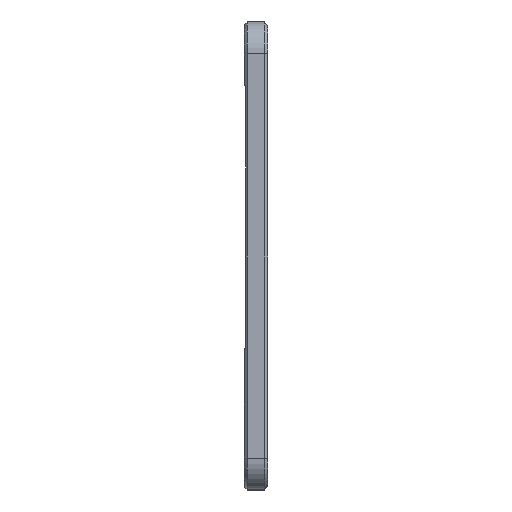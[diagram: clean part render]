
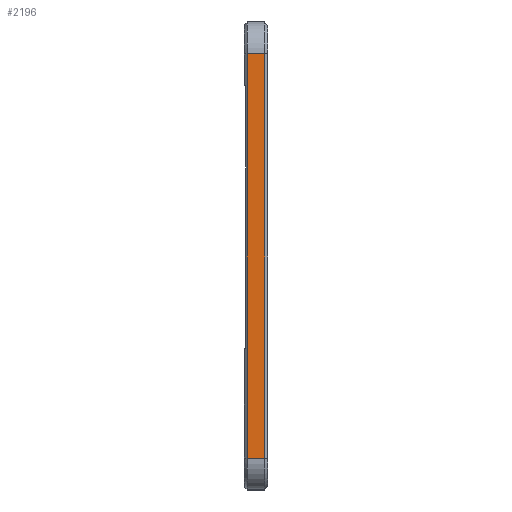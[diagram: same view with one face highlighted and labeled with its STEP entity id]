
A CAD part, left-side view. The second image highlights one B-rep face of the part: STEP entity #2196.
In plain terms, the highlighted planar face has unit normal (-1, 0, 0).
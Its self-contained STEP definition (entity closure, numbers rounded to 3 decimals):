
#21 = VECTOR ( 'NONE', #1314, 1000. ) ;
#128 = VECTOR ( 'NONE', #1548, 1000. ) ;
#150 = CARTESIAN_POINT ( 'NONE',  ( -112.5, 0.4, 29.375 ) ) ;
#249 = LINE ( 'NONE', #460, #128 ) ;
#414 = LINE ( 'NONE', #150, #21 ) ;
#460 = CARTESIAN_POINT ( 'NONE',  ( -112.5, 3., -21.375 ) ) ;
#491 = VECTOR ( 'NONE', #1262, 1000. ) ;
#599 = VERTEX_POINT ( 'NONE', #2268 ) ;
#1123 = CARTESIAN_POINT ( 'NONE',  ( -112.5, 2.6, 0. ) ) ;
#1173 = VERTEX_POINT ( 'NONE', #1233 ) ;
#1233 = CARTESIAN_POINT ( 'NONE',  ( -112.5, 0.4, -21.375 ) ) ;
#1244 = EDGE_CURVE ( 'NONE', #2225, #2609, #1861, .T. ) ;
#1261 = ORIENTED_EDGE ( 'NONE', *, *, #1381, .T. ) ;
#1262 = DIRECTION ( 'NONE',  ( 0., 1., 0. ) ) ;
#1289 = DIRECTION ( 'NONE',  ( -1., 0., 0. ) ) ;
#1314 = DIRECTION ( 'NONE',  ( 0., 0., 1. ) ) ;
#1381 = EDGE_CURVE ( 'NONE', #1173, #2225, #414, .T. ) ;
#1500 = PLANE ( 'NONE',  #1984 ) ;
#1504 = EDGE_CURVE ( 'NONE', #2609, #599, #2187, .T. ) ;
#1517 = CARTESIAN_POINT ( 'NONE',  ( -112.5, 2.6, 29.375 ) ) ;
#1548 = DIRECTION ( 'NONE',  ( 0., -1., 0. ) ) ;
#1732 = ORIENTED_EDGE ( 'NONE', *, *, #1504, .T. ) ;
#1752 = VECTOR ( 'NONE', #2849, 1000. ) ;
#1861 = LINE ( 'NONE', #2749, #491 ) ;
#1984 = AXIS2_PLACEMENT_3D ( 'NONE', #2377, #1289, #2417 ) ;
#2101 = ORIENTED_EDGE ( 'NONE', *, *, #1244, .T. ) ;
#2167 = CARTESIAN_POINT ( 'NONE',  ( -112.5, 0.4, 29.375 ) ) ;
#2187 = LINE ( 'NONE', #1123, #1752 ) ;
#2196 = ADVANCED_FACE ( 'NONE', ( #2855 ), #1500, .T. ) ;
#2225 = VERTEX_POINT ( 'NONE', #2167 ) ;
#2235 = ORIENTED_EDGE ( 'NONE', *, *, #2681, .T. ) ;
#2268 = CARTESIAN_POINT ( 'NONE',  ( -112.5, 2.6, -21.375 ) ) ;
#2377 = CARTESIAN_POINT ( 'NONE',  ( -112.5, 3., 0. ) ) ;
#2417 = DIRECTION ( 'NONE',  ( 0., 0., 1. ) ) ;
#2511 = EDGE_LOOP ( 'NONE', ( #2235, #1261, #2101, #1732 ) ) ;
#2609 = VERTEX_POINT ( 'NONE', #1517 ) ;
#2681 = EDGE_CURVE ( 'NONE', #599, #1173, #249, .T. ) ;
#2749 = CARTESIAN_POINT ( 'NONE',  ( -112.5, 3., 29.375 ) ) ;
#2849 = DIRECTION ( 'NONE',  ( 0., 0., -1. ) ) ;
#2855 = FACE_OUTER_BOUND ( 'NONE', #2511, .T. ) ;
